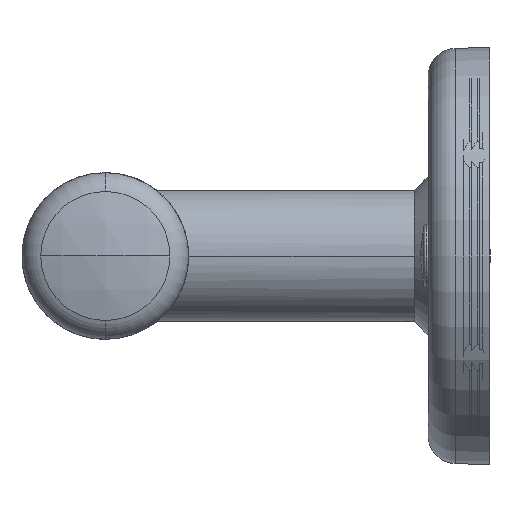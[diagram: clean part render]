
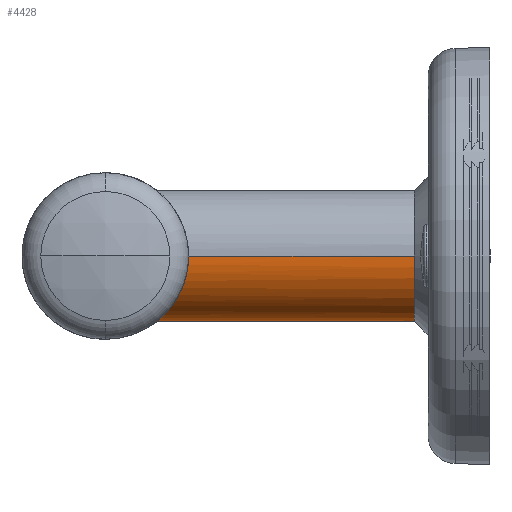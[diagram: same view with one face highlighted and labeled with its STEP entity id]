
A CAD part, left-side view. The second image highlights one B-rep face of the part: STEP entity #4428.
In plain terms, the highlighted cylindrical face has radius 12.5 mm (diameter 25 mm), a partial arc.
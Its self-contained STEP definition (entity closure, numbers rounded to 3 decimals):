
#198 = B_SPLINE_CURVE_WITH_KNOTS ( 'NONE', 3,
 ( #9603, #1168, #4164, #6325, #5593, #7208, #7839, #4819, #8586, #7059, #3289, #5498, #6281, #9266, #9311, #1121, #6432, #8487, #2710, #5698, #6380, #8680, #8534, #9366, #7944, #1217, #1754, #1019, #4217, #4766, #7015, #2545, #5546, #9535, #8748, #1978, #2873, #9584, #1189, #8700, #7270, #1142, #1872, #5768, #543, #5811, #4232, #4936, #5711, #4994, #3407, #1927, #2730, #2023 ),
 .UNSPECIFIED., .F., .F.,
 ( 4, 2, 2, 2, 2, 2, 2, 2, 2, 2, 2, 2, 2, 2, 2, 2, 2, 2, 2, 2, 2, 2, 2, 2, 2, 2, 4 ),
 ( 0., 0.003, 0.004, 0.005, 0.006, 0.008, 0.01, 0.012, 0.013, 0.015, 0.017, 0.018, 0.019, 0.02, 0.021, 0.022, 0.023, 0.026, 0.027, 0.028, 0.031, 0.034, 0.035, 0.036, 0.039, 0.04, 0.041 ),
 .UNSPECIFIED. ) ;
#301 = VERTEX_POINT ( 'NONE', #2504 ) ;
#365 = VERTEX_POINT ( 'NONE', #2315 ) ;
#423 = EDGE_CURVE ( 'NONE', #2751, #7601, #3248, .T. ) ;
#543 = CARTESIAN_POINT ( 'NONE',  ( 18.625, 286.676, -276.058 ) ) ;
#706 = CARTESIAN_POINT ( 'NONE',  ( 7.9, 242.247, -269.624 ) ) ;
#1019 = CARTESIAN_POINT ( 'NONE',  ( 7.47, 291.388, -282.119 ) ) ;
#1121 = CARTESIAN_POINT ( 'NONE',  ( 0.298, 288.8, -279.554 ) ) ;
#1142 = CARTESIAN_POINT ( 'NONE',  ( 17.234, 287.675, -277.976 ) ) ;
#1168 = CARTESIAN_POINT ( 'NONE',  ( -4.6, 285.322, -270.498 ) ) ;
#1189 = CARTESIAN_POINT ( 'NONE',  ( 14.548, 289.361, -280.217 ) ) ;
#1217 = CARTESIAN_POINT ( 'NONE',  ( 6.817, 291.338, -282.079 ) ) ;
#1290 = CARTESIAN_POINT ( 'NONE',  ( 7.9, 242.247, -269.624 ) ) ;
#1754 = CARTESIAN_POINT ( 'NONE',  ( 7.036, 291.36, -282.096 ) ) ;
#1872 = CARTESIAN_POINT ( 'NONE',  ( 17.739, 287.32, -277.376 ) ) ;
#1905 = EDGE_CURVE ( 'NONE', #365, #7601, #5504, .T. ) ;
#1915 = VECTOR ( 'NONE', #4768, 1000. ) ;
#1927 = CARTESIAN_POINT ( 'NONE',  ( 20.378, 285.339, -270.485 ) ) ;
#1978 = CARTESIAN_POINT ( 'NONE',  ( 13.167, 290.078, -280.968 ) ) ;
#2023 = CARTESIAN_POINT ( 'NONE',  ( 20.4, 285.322, -269.624 ) ) ;
#2024 = DIRECTION ( 'NONE',  ( 0., -1., 0. ) ) ;
#2315 = CARTESIAN_POINT ( 'NONE',  ( 7.9, 242.247, -282.124 ) ) ;
#2504 = CARTESIAN_POINT ( 'NONE',  ( -4.6, 285.322, -269.624 ) ) ;
#2545 = CARTESIAN_POINT ( 'NONE',  ( 9.617, 291.255, -282.013 ) ) ;
#2708 = CARTESIAN_POINT ( 'NONE',  ( -4.6, 242.247, -269.624 ) ) ;
#2710 = CARTESIAN_POINT ( 'NONE',  ( 2.266, 289.913, -280.81 ) ) ;
#2730 = CARTESIAN_POINT ( 'NONE',  ( 20.4, 285.322, -270.054 ) ) ;
#2731 = CARTESIAN_POINT ( 'NONE',  ( 7.9, 301.222, -269.624 ) ) ;
#2751 = VERTEX_POINT ( 'NONE', #7947 ) ;
#2873 = CARTESIAN_POINT ( 'NONE',  ( 13.525, 289.903, -280.794 ) ) ;
#2979 = DIRECTION ( 'NONE',  ( 0., -1., 0. ) ) ;
#3115 = LINE ( 'NONE', #5964, #3283 ) ;
#3248 = LINE ( 'NONE', #6241, #1915 ) ;
#3283 = VECTOR ( 'NONE', #8175, 1000. ) ;
#3289 = CARTESIAN_POINT ( 'NONE',  ( -2.614, 286.831, -276.396 ) ) ;
#3302 = EDGE_LOOP ( 'NONE', ( #8902, #5738, #4611, #5180, #4607 ) ) ;
#3361 = EDGE_CURVE ( 'NONE', #301, #2751, #198, .T. ) ;
#3407 = CARTESIAN_POINT ( 'NONE',  ( 20.289, 285.409, -271.346 ) ) ;
#4012 = AXIS2_PLACEMENT_3D ( 'NONE', #2731, #2024, #7226 ) ;
#4151 = EDGE_CURVE ( 'NONE', #301, #6546, #3115, .T. ) ;
#4164 = CARTESIAN_POINT ( 'NONE',  ( -4.509, 285.393, -271.351 ) ) ;
#4217 = CARTESIAN_POINT ( 'NONE',  ( 7.686, 291.395, -282.124 ) ) ;
#4232 = CARTESIAN_POINT ( 'NONE',  ( 19.202, 286.246, -274.98 ) ) ;
#4428 = ADVANCED_FACE ( 'Defeatured_0_53', ( #5039 ), #8059, .T. ) ;
#4607 = ORIENTED_EDGE ( 'NONE', *, *, #4151, .F. ) ;
#4611 = ORIENTED_EDGE ( 'NONE', *, *, #1905, .F. ) ;
#4741 = DIRECTION ( 'NONE',  ( 1., 0., 0. ) ) ;
#4766 = CARTESIAN_POINT ( 'NONE',  ( 8.334, 291.395, -282.124 ) ) ;
#4768 = DIRECTION ( 'NONE',  ( 0., -1., 0. ) ) ;
#4819 = CARTESIAN_POINT ( 'NONE',  ( -3.406, 286.242, -274.971 ) ) ;
#4936 = CARTESIAN_POINT ( 'NONE',  ( 19.701, 285.867, -273.831 ) ) ;
#4994 = CARTESIAN_POINT ( 'NONE',  ( 20.221, 285.462, -271.777 ) ) ;
#5039 = FACE_OUTER_BOUND ( 'NONE', #3302, .T. ) ;
#5180 = ORIENTED_EDGE ( 'NONE', *, *, #9530, .F. ) ;
#5498 = CARTESIAN_POINT ( 'NONE',  ( -1.931, 287.325, -277.385 ) ) ;
#5504 = CIRCLE ( 'NONE', #5974, 12.5 ) ;
#5546 = CARTESIAN_POINT ( 'NONE',  ( 10.044, 291.172, -281.946 ) ) ;
#5593 = CARTESIAN_POINT ( 'NONE',  ( -4.138, 285.682, -273.015 ) ) ;
#5698 = CARTESIAN_POINT ( 'NONE',  ( 3.364, 290.404, -281.279 ) ) ;
#5711 = CARTESIAN_POINT ( 'NONE',  ( 19.957, 285.668, -273.032 ) ) ;
#5719 = DIRECTION ( 'NONE',  ( 0., -1., 0. ) ) ;
#5738 = ORIENTED_EDGE ( 'NONE', *, *, #423, .T. ) ;
#5768 = CARTESIAN_POINT ( 'NONE',  ( 18.414, 286.832, -276.397 ) ) ;
#5811 = CARTESIAN_POINT ( 'NONE',  ( 19.019, 286.384, -275.35 ) ) ;
#5964 = CARTESIAN_POINT ( 'NONE',  ( -4.6, 301.222, -269.624 ) ) ;
#5974 = AXIS2_PLACEMENT_3D ( 'NONE', #1290, #5719, #8706 ) ;
#6241 = CARTESIAN_POINT ( 'NONE',  ( 20.4, 301.222, -269.624 ) ) ;
#6281 = CARTESIAN_POINT ( 'NONE',  ( -1.426, 287.68, -277.983 ) ) ;
#6325 = CARTESIAN_POINT ( 'NONE',  ( -4.247, 285.597, -272.601 ) ) ;
#6380 = CARTESIAN_POINT ( 'NONE',  ( 3.742, 290.558, -281.419 ) ) ;
#6432 = CARTESIAN_POINT ( 'NONE',  ( 0.613, 288.991, -279.787 ) ) ;
#6538 = CIRCLE ( 'NONE', #7161, 12.5 ) ;
#6546 = VERTEX_POINT ( 'NONE', #2708 ) ;
#7015 = CARTESIAN_POINT ( 'NONE',  ( 8.763, 291.367, -282.102 ) ) ;
#7059 = CARTESIAN_POINT ( 'NONE',  ( -2.829, 286.673, -276.05 ) ) ;
#7161 = AXIS2_PLACEMENT_3D ( 'NONE', #706, #2979, #4741 ) ;
#7208 = CARTESIAN_POINT ( 'NONE',  ( -3.881, 285.88, -273.822 ) ) ;
#7226 = DIRECTION ( 'NONE',  ( -1., 0., 0. ) ) ;
#7270 = CARTESIAN_POINT ( 'NONE',  ( 16.113, 288.422, -279.08 ) ) ;
#7601 = VERTEX_POINT ( 'NONE', #8627 ) ;
#7839 = CARTESIAN_POINT ( 'NONE',  ( -3.734, 285.993, -274.213 ) ) ;
#7944 = CARTESIAN_POINT ( 'NONE',  ( 6.174, 291.254, -282.012 ) ) ;
#7947 = CARTESIAN_POINT ( 'NONE',  ( 20.4, 285.322, -269.624 ) ) ;
#8059 = CYLINDRICAL_SURFACE ( 'NONE', #4012, 12.5 ) ;
#8175 = DIRECTION ( 'NONE',  ( 0., -1., 0. ) ) ;
#8487 = CARTESIAN_POINT ( 'NONE',  ( 1.582, 289.551, -280.438 ) ) ;
#8534 = CARTESIAN_POINT ( 'NONE',  ( 4.933, 290.965, -281.774 ) ) ;
#8586 = CARTESIAN_POINT ( 'NONE',  ( -3.225, 286.379, -275.338 ) ) ;
#8627 = CARTESIAN_POINT ( 'NONE',  ( 20.4, 242.247, -269.624 ) ) ;
#8680 = CARTESIAN_POINT ( 'NONE',  ( 4.529, 290.84, -281.668 ) ) ;
#8700 = CARTESIAN_POINT ( 'NONE',  ( 15.513, 288.803, -279.569 ) ) ;
#8706 = DIRECTION ( 'NONE',  ( 1., 0., 0. ) ) ;
#8748 = CARTESIAN_POINT ( 'NONE',  ( 12.055, 290.574, -281.441 ) ) ;
#8902 = ORIENTED_EDGE ( 'NONE', *, *, #3361, .T. ) ;
#9266 = CARTESIAN_POINT ( 'NONE',  ( -0.595, 288.233, -278.801 ) ) ;
#9311 = CARTESIAN_POINT ( 'NONE',  ( -0.306, 288.421, -279.061 ) ) ;
#9366 = CARTESIAN_POINT ( 'NONE',  ( 5.755, 291.172, -281.946 ) ) ;
#9530 = EDGE_CURVE ( 'NONE', #6546, #365, #6538, .T. ) ;
#9535 = CARTESIAN_POINT ( 'NONE',  ( 11.28, 290.861, -281.688 ) ) ;
#9584 = CARTESIAN_POINT ( 'NONE',  ( 14.215, 289.545, -280.419 ) ) ;
#9603 = CARTESIAN_POINT ( 'NONE',  ( -4.6, 285.322, -269.624 ) ) ;
